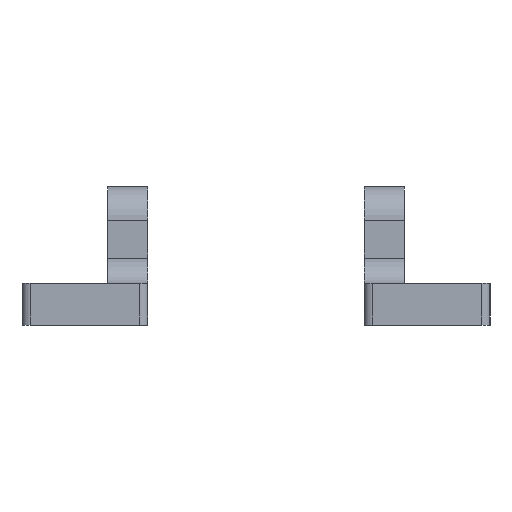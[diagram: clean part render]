
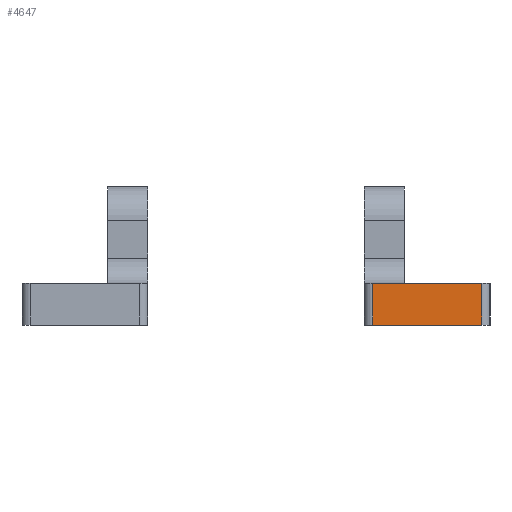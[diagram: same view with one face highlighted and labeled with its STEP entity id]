
A CAD part, left-side view. The second image highlights one B-rep face of the part: STEP entity #4647.
In plain terms, the highlighted planar face has unit normal (-1, 0, 0).
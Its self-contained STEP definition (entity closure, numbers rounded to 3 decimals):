
#99=PLANE('',#4956);
#239=FACE_OUTER_BOUND('',#499,.T.);
#499=EDGE_LOOP('',(#3249,#3250,#3251,#3252));
#820=LINE('',#7050,#1262);
#822=LINE('',#7056,#1264);
#823=LINE('',#7058,#1265);
#824=LINE('',#7059,#1266);
#1262=VECTOR('',#5583,10.);
#1264=VECTOR('',#5589,10.);
#1265=VECTOR('',#5590,10.);
#1266=VECTOR('',#5591,10.);
#1968=VERTEX_POINT('',#7047);
#1969=VERTEX_POINT('',#7049);
#1971=VERTEX_POINT('',#7055);
#1972=VERTEX_POINT('',#7057);
#2463=EDGE_CURVE('',#1968,#1969,#820,.T.);
#2466=EDGE_CURVE('',#1971,#1968,#822,.F.);
#2467=EDGE_CURVE('',#1972,#1971,#823,.T.);
#2468=EDGE_CURVE('',#1969,#1972,#824,.F.);
#3249=ORIENTED_EDGE('',*,*,#2463,.F.);
#3250=ORIENTED_EDGE('',*,*,#2466,.F.);
#3251=ORIENTED_EDGE('',*,*,#2467,.F.);
#3252=ORIENTED_EDGE('',*,*,#2468,.F.);
#4647=ADVANCED_FACE('',(#239),#99,.T.);
#4956=AXIS2_PLACEMENT_3D('',#7054,#5587,#5588);
#5583=DIRECTION('',(0.,0.,-1.));
#5587=DIRECTION('center_axis',(-1.,0.,0.));
#5588=DIRECTION('ref_axis',(0.,-1.,0.));
#5589=DIRECTION('',(0.,1.,0.));
#5590=DIRECTION('',(0.,0.,1.));
#5591=DIRECTION('',(0.,-1.,0.));
#7047=CARTESIAN_POINT('',(16.134,193.419,-53.902));
#7049=CARTESIAN_POINT('',(16.134,193.419,-58.902));
#7050=CARTESIAN_POINT('',(16.134,193.419,-58.902));
#7054=CARTESIAN_POINT('Origin',(16.134,207.419,-58.902));
#7055=CARTESIAN_POINT('',(16.134,206.419,-53.902));
#7056=CARTESIAN_POINT('',(16.134,203.669,-53.902));
#7057=CARTESIAN_POINT('',(16.134,206.419,-58.902));
#7058=CARTESIAN_POINT('',(16.134,206.419,-56.777));
#7059=CARTESIAN_POINT('',(16.134,207.519,-58.902));
